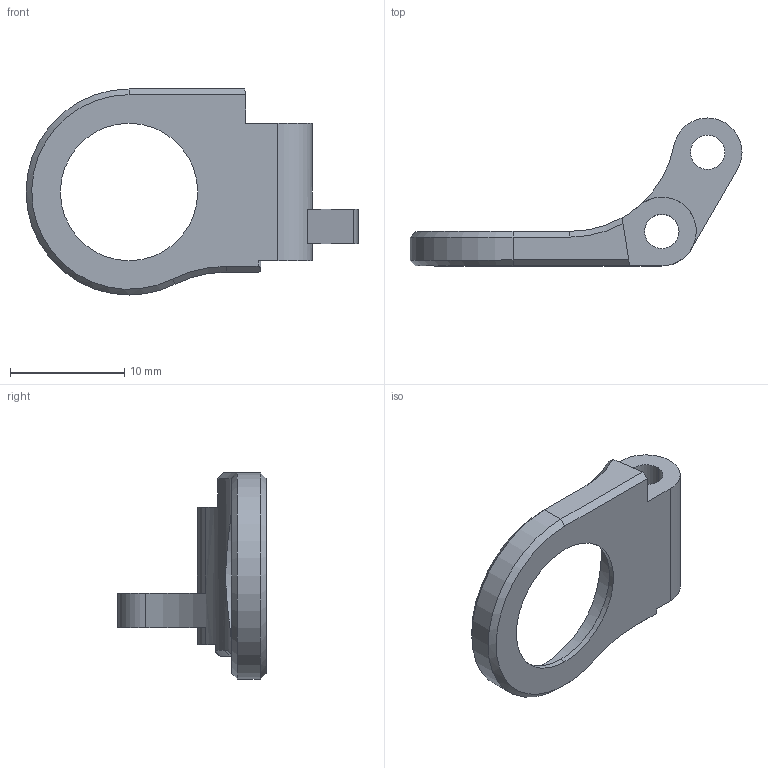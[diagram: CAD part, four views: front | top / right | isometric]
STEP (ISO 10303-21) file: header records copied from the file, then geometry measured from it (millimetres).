
FILE_DESCRIPTION (( 'STEP AP214' ), '1' );
FILE_NAME ('Base new_v2.STEP', '2023-08-01T12:02:00', ( '' ), ( '' ), 'SwSTEP 2.0', 'SolidWorks 2022', '' );
FILE_SCHEMA (( 'AUTOMOTIVE_DESIGN' ));
Length unit declared in the file: millimetre
Products named in the file (1): Base new_v2
Bounding box: 29 x 12.93 x 18 mm (x, y, z)
Volume: 747.7 mm3; surface area: 1148.2 mm2
Topology: 1 solids, 1 shells, 42 faces, 109 edges, 69 vertices
Faces by surface type: cylinder 18, plane 14, cone 7, torus 2, bspline 1
Entity records: 1432 total; most frequent: CARTESIAN_POINT 335, DIRECTION 235, ORIENTED_EDGE 218, EDGE_CURVE 109, AXIS2_PLACEMENT_3D 94, VERTEX_POINT 69, CIRCLE 52, EDGE_LOOP 48
